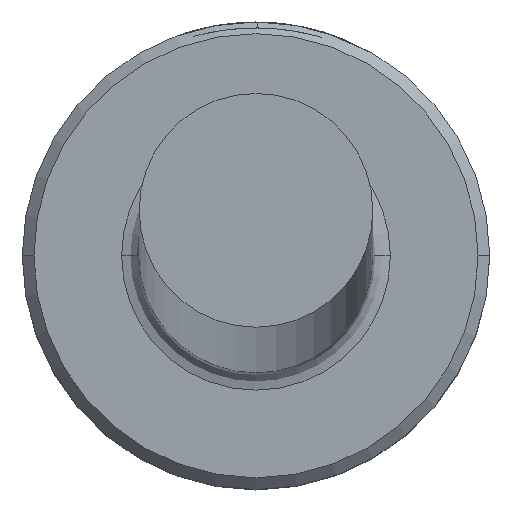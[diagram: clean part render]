
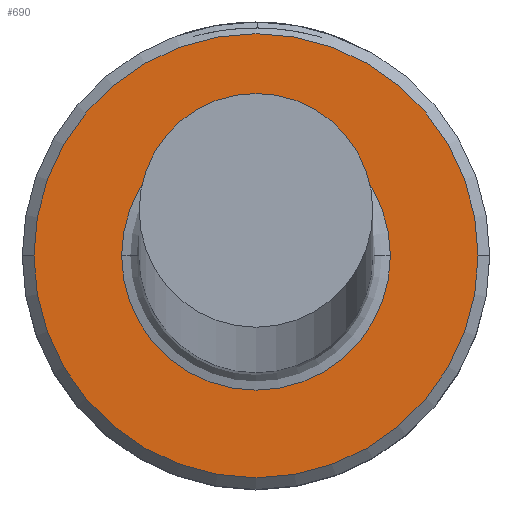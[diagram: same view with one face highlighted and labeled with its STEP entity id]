
A CAD part, top view. The second image highlights one B-rep face of the part: STEP entity #690.
In plain terms, the highlighted planar face has unit normal (0, 0, 1).
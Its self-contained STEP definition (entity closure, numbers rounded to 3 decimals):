
#23 = DIRECTION ( 'NONE',  ( 0., 0., 1. ) ) ;
#76 = CARTESIAN_POINT ( 'NONE',  ( 2.3, 0., 5. ) ) ;
#79 = VERTEX_POINT ( 'NONE', #1078 ) ;
#95 = EDGE_LOOP ( 'NONE', ( #702, #901 ) ) ;
#108 = ORIENTED_EDGE ( 'NONE', *, *, #814, .T. ) ;
#154 = DIRECTION ( 'NONE',  ( 0., 0., 1. ) ) ;
#192 = FACE_BOUND ( 'NONE', #95, .T. ) ;
#229 = VERTEX_POINT ( 'NONE', #337 ) ;
#294 = DIRECTION ( 'NONE',  ( 0., 0., -1. ) ) ;
#296 = AXIS2_PLACEMENT_3D ( 'NONE', #1045, #1120, #1128 ) ;
#337 = CARTESIAN_POINT ( 'NONE',  ( -2.3, 0., 5. ) ) ;
#364 = EDGE_CURVE ( 'NONE', #1026, #229, #609, .T. ) ;
#381 = AXIS2_PLACEMENT_3D ( 'NONE', #819, #294, #896 ) ;
#403 = CARTESIAN_POINT ( 'NONE',  ( 0., 0., 5. ) ) ;
#495 = DIRECTION ( 'NONE',  ( -1., 0., 0. ) ) ;
#527 = EDGE_LOOP ( 'NONE', ( #108, #730 ) ) ;
#543 = EDGE_CURVE ( 'NONE', #79, #917, #750, .T. ) ;
#584 = CARTESIAN_POINT ( 'NONE',  ( 0., 0., 5. ) ) ;
#609 = CIRCLE ( 'NONE', #381, 2.3 ) ;
#637 = CIRCLE ( 'NONE', #677, 2.3 ) ;
#669 = DIRECTION ( 'NONE',  ( 1., 0., 0. ) ) ;
#677 = AXIS2_PLACEMENT_3D ( 'NONE', #403, #995, #495 ) ;
#690 = ADVANCED_FACE ( 'NONE', ( #894, #192 ), #959, .T. ) ;
#697 = CARTESIAN_POINT ( 'NONE',  ( 0., 0., 5. ) ) ;
#702 = ORIENTED_EDGE ( 'NONE', *, *, #1081, .T. ) ;
#730 = ORIENTED_EDGE ( 'NONE', *, *, #543, .T. ) ;
#750 = CIRCLE ( 'NONE', #895, 3.8 ) ;
#785 = DIRECTION ( 'NONE',  ( 1., 0., 0. ) ) ;
#814 = EDGE_CURVE ( 'NONE', #917, #79, #1066, .T. ) ;
#819 = CARTESIAN_POINT ( 'NONE',  ( 0., 0., 5. ) ) ;
#894 = FACE_OUTER_BOUND ( 'NONE', #527, .T. ) ;
#895 = AXIS2_PLACEMENT_3D ( 'NONE', #697, #154, #785 ) ;
#896 = DIRECTION ( 'NONE',  ( -1., 0., 0. ) ) ;
#901 = ORIENTED_EDGE ( 'NONE', *, *, #364, .T. ) ;
#917 = VERTEX_POINT ( 'NONE', #1098 ) ;
#959 = PLANE ( 'NONE',  #296 ) ;
#995 = DIRECTION ( 'NONE',  ( 0., 0., -1. ) ) ;
#1026 = VERTEX_POINT ( 'NONE', #76 ) ;
#1045 = CARTESIAN_POINT ( 'NONE',  ( 0., 0., 5. ) ) ;
#1066 = CIRCLE ( 'NONE', #1087, 3.8 ) ;
#1078 = CARTESIAN_POINT ( 'NONE',  ( 3.8, 0., 5. ) ) ;
#1081 = EDGE_CURVE ( 'NONE', #229, #1026, #637, .T. ) ;
#1087 = AXIS2_PLACEMENT_3D ( 'NONE', #584, #23, #669 ) ;
#1098 = CARTESIAN_POINT ( 'NONE',  ( -3.8, 0., 5. ) ) ;
#1120 = DIRECTION ( 'NONE',  ( 0., 0., 1. ) ) ;
#1128 = DIRECTION ( 'NONE',  ( 1., 0., 0. ) ) ;
